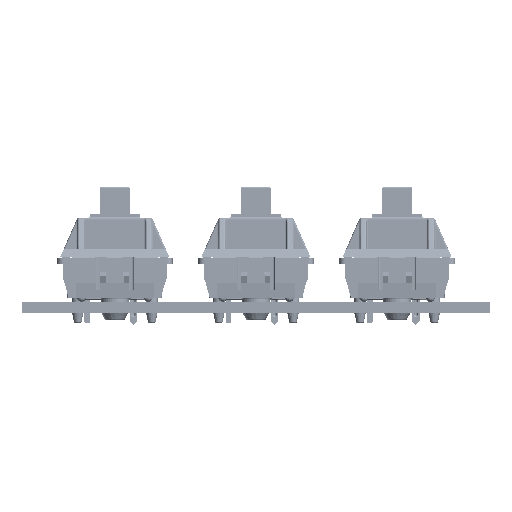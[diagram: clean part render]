
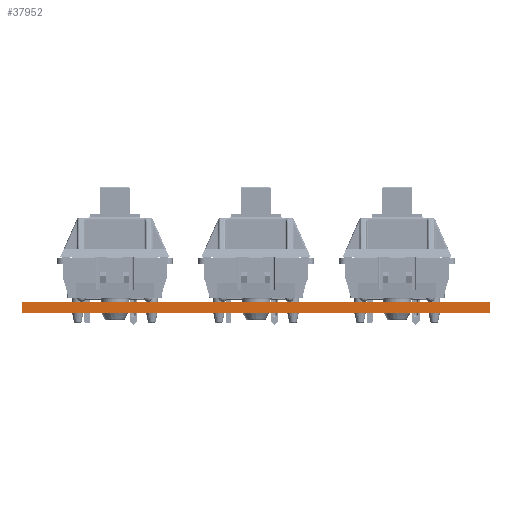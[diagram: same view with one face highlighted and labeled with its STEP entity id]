
A CAD part, front view. The second image highlights one B-rep face of the part: STEP entity #37952.
In plain terms, the highlighted planar face has unit normal (0, -1, 0).
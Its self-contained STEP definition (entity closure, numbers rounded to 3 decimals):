
#37952 = ADVANCED_FACE('',(#37953),#37987,.T.);
#37953 = FACE_BOUND('',#37954,.T.);
#37954 = EDGE_LOOP('',(#37955,#37965,#37973,#37981));
#37955 = ORIENTED_EDGE('',*,*,#37956,.T.);
#37956 = EDGE_CURVE('',#37957,#37959,#37961,.T.);
#37957 = VERTEX_POINT('',#37958);
#37958 = CARTESIAN_POINT('',(164.925,-141.113,0.));
#37959 = VERTEX_POINT('',#37960);
#37960 = CARTESIAN_POINT('',(164.925,-141.113,1.51));
#37961 = LINE('',#37962,#37963);
#37962 = CARTESIAN_POINT('',(164.925,-141.113,0.));
#37963 = VECTOR('',#37964,1.);
#37964 = DIRECTION('',(0.,0.,1.));
#37965 = ORIENTED_EDGE('',*,*,#37966,.T.);
#37966 = EDGE_CURVE('',#37959,#37967,#37969,.T.);
#37967 = VERTEX_POINT('',#37968);
#37968 = CARTESIAN_POINT('',(101.775,-141.113,1.51));
#37969 = LINE('',#37970,#37971);
#37970 = CARTESIAN_POINT('',(164.925,-141.113,1.51));
#37971 = VECTOR('',#37972,1.);
#37972 = DIRECTION('',(-1.,0.,0.));
#37973 = ORIENTED_EDGE('',*,*,#37974,.F.);
#37974 = EDGE_CURVE('',#37975,#37967,#37977,.T.);
#37975 = VERTEX_POINT('',#37976);
#37976 = CARTESIAN_POINT('',(101.775,-141.113,0.));
#37977 = LINE('',#37978,#37979);
#37978 = CARTESIAN_POINT('',(101.775,-141.113,0.));
#37979 = VECTOR('',#37980,1.);
#37980 = DIRECTION('',(0.,0.,1.));
#37981 = ORIENTED_EDGE('',*,*,#37982,.F.);
#37982 = EDGE_CURVE('',#37957,#37975,#37983,.T.);
#37983 = LINE('',#37984,#37985);
#37984 = CARTESIAN_POINT('',(164.925,-141.113,0.));
#37985 = VECTOR('',#37986,1.);
#37986 = DIRECTION('',(-1.,0.,0.));
#37987 = PLANE('',#37988);
#37988 = AXIS2_PLACEMENT_3D('',#37989,#37990,#37991);
#37989 = CARTESIAN_POINT('',(164.925,-141.113,0.));
#37990 = DIRECTION('',(0.,-1.,0.));
#37991 = DIRECTION('',(-1.,0.,0.));
